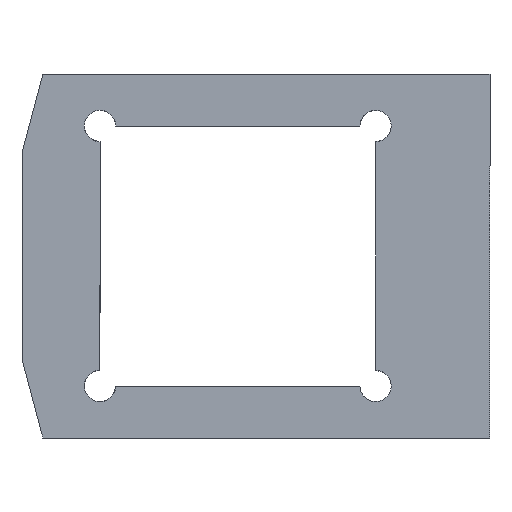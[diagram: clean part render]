
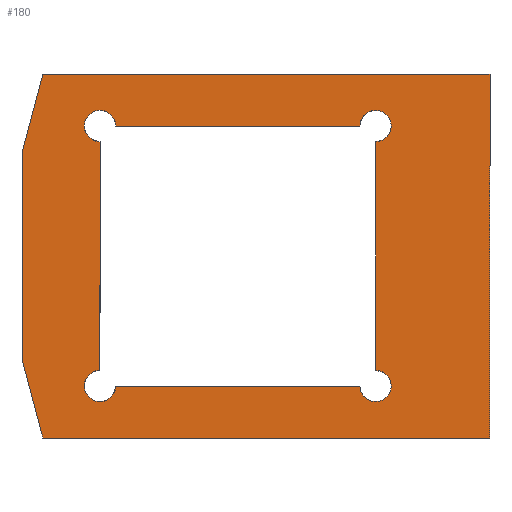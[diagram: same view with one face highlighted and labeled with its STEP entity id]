
A CAD part, front view. The second image highlights one B-rep face of the part: STEP entity #180.
In plain terms, the highlighted planar face has unit normal (0, -1, 0).
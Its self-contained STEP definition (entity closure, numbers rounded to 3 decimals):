
#3 = EDGE_CURVE ( 'NONE', #1733, #182, #437, .T. ) ;
#48 = VERTEX_POINT ( 'NONE', #154 ) ;
#68 = CARTESIAN_POINT ( 'NONE',  ( 15., 0., -10. ) ) ;
#69 = EDGE_CURVE ( 'NONE', #923, #1802, #1380, .T. ) ;
#92 = CARTESIAN_POINT ( 'NONE',  ( 68., 0., -60. ) ) ;
#108 = CARTESIAN_POINT ( 'NONE',  ( 15., 0., -60. ) ) ;
#126 = CIRCLE ( 'NONE', #194, 3. ) ;
#154 = CARTESIAN_POINT ( 'NONE',  ( 18., 0., -60. ) ) ;
#158 = CARTESIAN_POINT ( 'NONE',  ( 15., 0., -60. ) ) ;
#164 = ORIENTED_EDGE ( 'NONE', *, *, #1293, .T. ) ;
#180 = ADVANCED_FACE ( 'NONE', ( #1188, #1702 ), #1305, .T. ) ;
#182 = VERTEX_POINT ( 'NONE', #1607 ) ;
#185 = CARTESIAN_POINT ( 'NONE',  ( 4., 0., 0. ) ) ;
#194 = AXIS2_PLACEMENT_3D ( 'NONE', #472, #1447, #1622 ) ;
#201 = VERTEX_POINT ( 'NONE', #291 ) ;
#202 = DIRECTION ( 'NONE',  ( -1., 0., 0. ) ) ;
#215 = AXIS2_PLACEMENT_3D ( 'NONE', #358, #778, #1338 ) ;
#232 = EDGE_CURVE ( 'NONE', #513, #201, #1371, .T. ) ;
#258 = ORIENTED_EDGE ( 'NONE', *, *, #766, .T. ) ;
#273 = AXIS2_PLACEMENT_3D ( 'NONE', #436, #1619, #1477 ) ;
#275 = ORIENTED_EDGE ( 'NONE', *, *, #69, .T. ) ;
#290 = CARTESIAN_POINT ( 'NONE',  ( 90., 0., 0. ) ) ;
#291 = CARTESIAN_POINT ( 'NONE',  ( 65., 0., -10. ) ) ;
#298 = VERTEX_POINT ( 'NONE', #824 ) ;
#299 = ORIENTED_EDGE ( 'NONE', *, *, #476, .F. ) ;
#312 = CARTESIAN_POINT ( 'NONE',  ( 18., 0., -10. ) ) ;
#313 = DIRECTION ( 'NONE',  ( 0., 0., 1. ) ) ;
#315 = CARTESIAN_POINT ( 'NONE',  ( 0., 0., -15. ) ) ;
#325 = CARTESIAN_POINT ( 'NONE',  ( 15., 0., -13. ) ) ;
#330 = CARTESIAN_POINT ( 'NONE',  ( 0., 0., -55. ) ) ;
#344 = VECTOR ( 'NONE', #362, 1000. ) ;
#358 = CARTESIAN_POINT ( 'NONE',  ( 68., 0., -60. ) ) ;
#362 = DIRECTION ( 'NONE',  ( -0.258, 0., -0.966 ) ) ;
#396 = VERTEX_POINT ( 'NONE', #560 ) ;
#397 = VECTOR ( 'NONE', #1461, 1000. ) ;
#434 = DIRECTION ( 'NONE',  ( 0., 0., -1. ) ) ;
#436 = CARTESIAN_POINT ( 'NONE',  ( 15., 0., -10. ) ) ;
#437 = LINE ( 'NONE', #805, #1034 ) ;
#443 = LINE ( 'NONE', #510, #1805 ) ;
#455 = VERTEX_POINT ( 'NONE', #330 ) ;
#456 = CARTESIAN_POINT ( 'NONE',  ( 68., 0., -13. ) ) ;
#468 = DIRECTION ( 'NONE',  ( -1., 0., 0. ) ) ;
#472 = CARTESIAN_POINT ( 'NONE',  ( 68., 0., -10. ) ) ;
#476 = EDGE_CURVE ( 'NONE', #298, #1489, #1750, .T. ) ;
#477 = DIRECTION ( 'NONE',  ( 0.258, 0., -0.966 ) ) ;
#487 = ORIENTED_EDGE ( 'NONE', *, *, #1133, .T. ) ;
#504 = CARTESIAN_POINT ( 'NONE',  ( 68., 0., -57. ) ) ;
#510 = CARTESIAN_POINT ( 'NONE',  ( 0., 0., 0. ) ) ;
#513 = VERTEX_POINT ( 'NONE', #312 ) ;
#541 = DIRECTION ( 'NONE',  ( 1., 0., 0. ) ) ;
#560 = CARTESIAN_POINT ( 'NONE',  ( 68., 0., -7. ) ) ;
#593 = VERTEX_POINT ( 'NONE', #925 ) ;
#618 = EDGE_CURVE ( 'NONE', #1733, #883, #1504, .T. ) ;
#625 = CARTESIAN_POINT ( 'NONE',  ( 15., 0., -60. ) ) ;
#641 = AXIS2_PLACEMENT_3D ( 'NONE', #68, #1636, #1017 ) ;
#646 = CARTESIAN_POINT ( 'NONE',  ( 3.734, 0., -0.996 ) ) ;
#648 = CARTESIAN_POINT ( 'NONE',  ( 15., 0., -10. ) ) ;
#741 = CARTESIAN_POINT ( 'NONE',  ( -13.693, 0., -3.651 ) ) ;
#750 = EDGE_CURVE ( 'NONE', #48, #923, #1086, .T. ) ;
#766 = EDGE_CURVE ( 'NONE', #593, #513, #1497, .T. ) ;
#778 = DIRECTION ( 'NONE',  ( 0., 1., 0. ) ) ;
#790 = AXIS2_PLACEMENT_3D ( 'NONE', #1721, #1588, #313 ) ;
#805 = CARTESIAN_POINT ( 'NONE',  ( 0., 0., 0. ) ) ;
#813 = EDGE_CURVE ( 'NONE', #201, #396, #126, .T. ) ;
#824 = CARTESIAN_POINT ( 'NONE',  ( 90., 0., -70. ) ) ;
#830 = DIRECTION ( 'NONE',  ( 0., 0., -1. ) ) ;
#845 = VERTEX_POINT ( 'NONE', #504 ) ;
#850 = DIRECTION ( 'NONE',  ( 0., -1., 0. ) ) ;
#882 = LINE ( 'NONE', #741, #1182 ) ;
#883 = VERTEX_POINT ( 'NONE', #315 ) ;
#884 = AXIS2_PLACEMENT_3D ( 'NONE', #158, #1471, #1068 ) ;
#923 = VERTEX_POINT ( 'NONE', #1216 ) ;
#925 = CARTESIAN_POINT ( 'NONE',  ( 15., 0., -7. ) ) ;
#944 = ORIENTED_EDGE ( 'NONE', *, *, #618, .T. ) ;
#979 = EDGE_LOOP ( 'NONE', ( #1156, #944, #1604, #1748, #299, #1271 ) ) ;
#987 = VECTOR ( 'NONE', #468, 1000. ) ;
#989 = DIRECTION ( 'NONE',  ( 0., 0., 1. ) ) ;
#1017 = DIRECTION ( 'NONE',  ( 0., 0., 1. ) ) ;
#1034 = VECTOR ( 'NONE', #1266, 1000. ) ;
#1038 = LINE ( 'NONE', #625, #987 ) ;
#1046 = LINE ( 'NONE', #92, #397 ) ;
#1049 = CARTESIAN_POINT ( 'NONE',  ( 0., 0., -70. ) ) ;
#1068 = DIRECTION ( 'NONE',  ( 0., 0., 1. ) ) ;
#1071 = DIRECTION ( 'NONE',  ( 0., 0., 1. ) ) ;
#1076 = EDGE_CURVE ( 'NONE', #182, #298, #1690, .T. ) ;
#1086 = CIRCLE ( 'NONE', #884, 3. ) ;
#1122 = EDGE_CURVE ( 'NONE', #455, #883, #443, .T. ) ;
#1133 = EDGE_CURVE ( 'NONE', #845, #1752, #1173, .T. ) ;
#1147 = CARTESIAN_POINT ( 'NONE',  ( 65., 0., -60. ) ) ;
#1156 = ORIENTED_EDGE ( 'NONE', *, *, #3, .F. ) ;
#1160 = ORIENTED_EDGE ( 'NONE', *, *, #1503, .T. ) ;
#1173 = CIRCLE ( 'NONE', #215, 3. ) ;
#1179 = VECTOR ( 'NONE', #830, 1000. ) ;
#1182 = VECTOR ( 'NONE', #477, 1000. ) ;
#1183 = ORIENTED_EDGE ( 'NONE', *, *, #813, .T. ) ;
#1188 = FACE_BOUND ( 'NONE', #1260, .T. ) ;
#1189 = ORIENTED_EDGE ( 'NONE', *, *, #1359, .T. ) ;
#1216 = CARTESIAN_POINT ( 'NONE',  ( 15., 0., -57. ) ) ;
#1260 = EDGE_LOOP ( 'NONE', ( #164, #258, #1781, #1183, #1160, #1189, #487, #1352, #1417, #275 ) ) ;
#1266 = DIRECTION ( 'NONE',  ( 1., 0., 0. ) ) ;
#1271 = ORIENTED_EDGE ( 'NONE', *, *, #1076, .F. ) ;
#1293 = EDGE_CURVE ( 'NONE', #1802, #593, #1433, .T. ) ;
#1300 = VERTEX_POINT ( 'NONE', #456 ) ;
#1304 = EDGE_CURVE ( 'NONE', #1752, #48, #1038, .T. ) ;
#1305 = PLANE ( 'NONE',  #1360 ) ;
#1338 = DIRECTION ( 'NONE',  ( 0., 0., 1. ) ) ;
#1352 = ORIENTED_EDGE ( 'NONE', *, *, #1304, .T. ) ;
#1359 = EDGE_CURVE ( 'NONE', #1300, #845, #1046, .T. ) ;
#1360 = AXIS2_PLACEMENT_3D ( 'NONE', #1443, #850, #434 ) ;
#1371 = LINE ( 'NONE', #648, #1614 ) ;
#1380 = LINE ( 'NONE', #108, #1675 ) ;
#1417 = ORIENTED_EDGE ( 'NONE', *, *, #750, .T. ) ;
#1433 = CIRCLE ( 'NONE', #273, 3. ) ;
#1443 = CARTESIAN_POINT ( 'NONE',  ( 0., 0., 0. ) ) ;
#1447 = DIRECTION ( 'NONE',  ( 0., 1., 0. ) ) ;
#1459 = CARTESIAN_POINT ( 'NONE',  ( 4., 0., -70. ) ) ;
#1461 = DIRECTION ( 'NONE',  ( 0., 0., -1. ) ) ;
#1471 = DIRECTION ( 'NONE',  ( 0., 1., 0. ) ) ;
#1477 = DIRECTION ( 'NONE',  ( 0., 0., 1. ) ) ;
#1486 = EDGE_CURVE ( 'NONE', #455, #1489, #882, .T. ) ;
#1489 = VERTEX_POINT ( 'NONE', #1459 ) ;
#1497 = CIRCLE ( 'NONE', #641, 3. ) ;
#1503 = EDGE_CURVE ( 'NONE', #396, #1300, #1585, .T. ) ;
#1504 = LINE ( 'NONE', #646, #344 ) ;
#1585 = CIRCLE ( 'NONE', #790, 3. ) ;
#1588 = DIRECTION ( 'NONE',  ( 0., 1., 0. ) ) ;
#1604 = ORIENTED_EDGE ( 'NONE', *, *, #1122, .F. ) ;
#1607 = CARTESIAN_POINT ( 'NONE',  ( 90., 0., 0. ) ) ;
#1614 = VECTOR ( 'NONE', #541, 1000. ) ;
#1619 = DIRECTION ( 'NONE',  ( 0., 1., 0. ) ) ;
#1622 = DIRECTION ( 'NONE',  ( 0., 0., 1. ) ) ;
#1636 = DIRECTION ( 'NONE',  ( 0., 1., 0. ) ) ;
#1675 = VECTOR ( 'NONE', #989, 1000. ) ;
#1690 = LINE ( 'NONE', #290, #1179 ) ;
#1702 = FACE_OUTER_BOUND ( 'NONE', #979, .T. ) ;
#1721 = CARTESIAN_POINT ( 'NONE',  ( 68., 0., -10. ) ) ;
#1733 = VERTEX_POINT ( 'NONE', #185 ) ;
#1748 = ORIENTED_EDGE ( 'NONE', *, *, #1486, .T. ) ;
#1750 = LINE ( 'NONE', #1049, #1807 ) ;
#1752 = VERTEX_POINT ( 'NONE', #1147 ) ;
#1781 = ORIENTED_EDGE ( 'NONE', *, *, #232, .T. ) ;
#1802 = VERTEX_POINT ( 'NONE', #325 ) ;
#1805 = VECTOR ( 'NONE', #1071, 1000. ) ;
#1807 = VECTOR ( 'NONE', #202, 1000. ) ;
